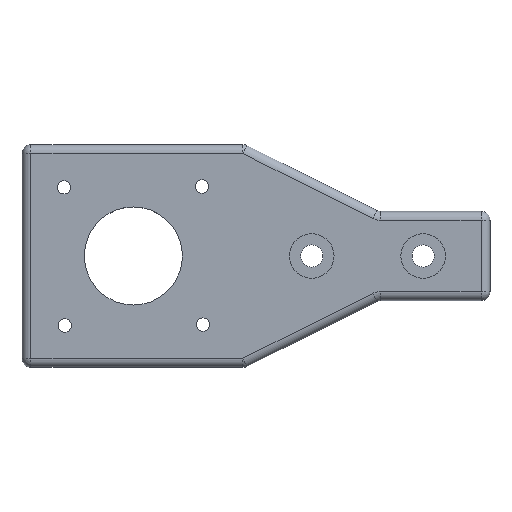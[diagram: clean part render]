
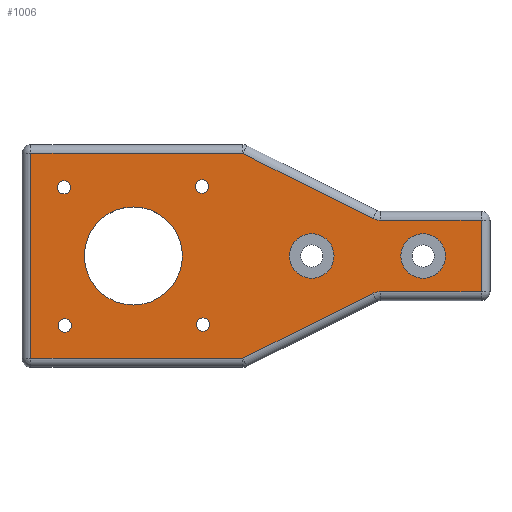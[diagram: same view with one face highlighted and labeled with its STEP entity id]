
A CAD part, top view. The second image highlights one B-rep face of the part: STEP entity #1006.
In plain terms, the highlighted planar face has unit normal (0, 0, 1).
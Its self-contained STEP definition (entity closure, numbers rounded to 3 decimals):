
#35=FACE_BOUND('',#190,.T.);
#36=FACE_BOUND('',#191,.T.);
#37=FACE_BOUND('',#192,.T.);
#38=FACE_BOUND('',#193,.T.);
#39=FACE_BOUND('',#194,.T.);
#40=FACE_BOUND('',#195,.T.);
#41=FACE_BOUND('',#196,.T.);
#56=PLANE('',#1153);
#116=FACE_OUTER_BOUND('',#189,.T.);
#189=EDGE_LOOP('',(#818,#819,#820,#821,#822,#823,#824,#825,#826,#827));
#190=EDGE_LOOP('',(#828));
#191=EDGE_LOOP('',(#829));
#192=EDGE_LOOP('',(#830));
#193=EDGE_LOOP('',(#831));
#194=EDGE_LOOP('',(#832));
#195=EDGE_LOOP('',(#833));
#196=EDGE_LOOP('',(#834));
#247=LINE('',#1729,#308);
#249=LINE('',#1732,#310);
#251=LINE('',#1735,#312);
#255=LINE('',#1741,#316);
#261=LINE('',#1750,#322);
#265=LINE('',#1756,#326);
#271=LINE('',#1765,#332);
#275=LINE('',#1771,#336);
#308=VECTOR('',#1407,10.);
#310=VECTOR('',#1411,10.);
#312=VECTOR('',#1415,10.);
#316=VECTOR('',#1423,10.);
#322=VECTOR('',#1435,10.);
#326=VECTOR('',#1443,10.);
#332=VECTOR('',#1455,10.);
#336=VECTOR('',#1463,10.);
#348=CIRCLE('',#1042,1.5);
#351=CIRCLE('',#1047,1.5);
#354=CIRCLE('',#1052,1.5);
#357=CIRCLE('',#1057,1.5);
#362=CIRCLE('',#1064,4.);
#391=CIRCLE('',#1103,4.);
#411=CIRCLE('',#1154,5.);
#412=CIRCLE('',#1155,11.);
#413=CIRCLE('',#1156,5.);
#426=VERTEX_POINT('',#1548);
#429=VERTEX_POINT('',#1557);
#432=VERTEX_POINT('',#1566);
#435=VERTEX_POINT('',#1575);
#438=VERTEX_POINT('',#1583);
#440=VERTEX_POINT('',#1587);
#442=VERTEX_POINT('',#1592);
#449=VERTEX_POINT('',#1608);
#455=VERTEX_POINT('',#1622);
#461=VERTEX_POINT('',#1639);
#467=VERTEX_POINT('',#1653);
#469=VERTEX_POINT('',#1657);
#474=VERTEX_POINT('',#1672);
#481=VERTEX_POINT('',#1694);
#489=VERTEX_POINT('',#1775);
#490=VERTEX_POINT('',#1777);
#491=VERTEX_POINT('',#1779);
#505=EDGE_CURVE('',#426,#426,#348,.T.);
#509=EDGE_CURVE('',#429,#429,#351,.T.);
#513=EDGE_CURVE('',#432,#432,#354,.T.);
#517=EDGE_CURVE('',#435,#435,#357,.T.);
#522=EDGE_CURVE('',#440,#438,#362,.T.);
#553=EDGE_CURVE('',#469,#467,#391,.T.);
#589=EDGE_CURVE('',#467,#481,#247,.T.);
#591=EDGE_CURVE('',#481,#474,#249,.T.);
#593=EDGE_CURVE('',#474,#461,#251,.T.);
#597=EDGE_CURVE('',#455,#469,#255,.T.);
#603=EDGE_CURVE('',#461,#449,#261,.T.);
#607=EDGE_CURVE('',#442,#455,#265,.T.);
#613=EDGE_CURVE('',#449,#440,#271,.T.);
#617=EDGE_CURVE('',#438,#442,#275,.T.);
#619=EDGE_CURVE('',#489,#489,#411,.T.);
#620=EDGE_CURVE('',#490,#490,#412,.T.);
#621=EDGE_CURVE('',#491,#491,#413,.T.);
#818=ORIENTED_EDGE('',*,*,#553,.F.);
#819=ORIENTED_EDGE('',*,*,#597,.F.);
#820=ORIENTED_EDGE('',*,*,#607,.F.);
#821=ORIENTED_EDGE('',*,*,#617,.F.);
#822=ORIENTED_EDGE('',*,*,#522,.F.);
#823=ORIENTED_EDGE('',*,*,#613,.F.);
#824=ORIENTED_EDGE('',*,*,#603,.F.);
#825=ORIENTED_EDGE('',*,*,#593,.F.);
#826=ORIENTED_EDGE('',*,*,#591,.F.);
#827=ORIENTED_EDGE('',*,*,#589,.F.);
#828=ORIENTED_EDGE('',*,*,#505,.F.);
#829=ORIENTED_EDGE('',*,*,#509,.F.);
#830=ORIENTED_EDGE('',*,*,#513,.F.);
#831=ORIENTED_EDGE('',*,*,#517,.F.);
#832=ORIENTED_EDGE('',*,*,#619,.T.);
#833=ORIENTED_EDGE('',*,*,#620,.T.);
#834=ORIENTED_EDGE('',*,*,#621,.T.);
#1006=ADVANCED_FACE('',(#116,#35,#36,#37,#38,#39,#40,#41),#56,.T.);
#1042=AXIS2_PLACEMENT_3D('',#1550,#1194,#1195);
#1047=AXIS2_PLACEMENT_3D('',#1559,#1205,#1206);
#1052=AXIS2_PLACEMENT_3D('',#1568,#1216,#1217);
#1057=AXIS2_PLACEMENT_3D('',#1577,#1227,#1228);
#1064=AXIS2_PLACEMENT_3D('',#1589,#1241,#1242);
#1103=AXIS2_PLACEMENT_3D('',#1659,#1321,#1322);
#1153=AXIS2_PLACEMENT_3D('',#1774,#1467,#1468);
#1154=AXIS2_PLACEMENT_3D('',#1776,#1469,#1470);
#1155=AXIS2_PLACEMENT_3D('',#1778,#1471,#1472);
#1156=AXIS2_PLACEMENT_3D('',#1780,#1473,#1474);
#1194=DIRECTION('center_axis',(0.,0.,1.));
#1195=DIRECTION('ref_axis',(1.,0.,0.));
#1205=DIRECTION('center_axis',(0.,0.,1.));
#1206=DIRECTION('ref_axis',(1.,0.,0.));
#1216=DIRECTION('center_axis',(0.,0.,1.));
#1217=DIRECTION('ref_axis',(1.,0.,0.));
#1227=DIRECTION('center_axis',(0.,0.,1.));
#1228=DIRECTION('ref_axis',(1.,0.,0.));
#1241=DIRECTION('center_axis',(0.,0.,1.));
#1242=DIRECTION('ref_axis',(-0.23,-0.973,0.));
#1321=DIRECTION('center_axis',(0.,0.,1.));
#1322=DIRECTION('ref_axis',(-0.23,0.973,0.));
#1407=DIRECTION('',(-0.894,-0.447,0.));
#1411=DIRECTION('',(-1.,0.,0.));
#1415=DIRECTION('',(0.,1.,0.));
#1423=DIRECTION('',(-1.,0.,0.));
#1435=DIRECTION('',(1.,0.,0.));
#1443=DIRECTION('',(0.,-1.,0.));
#1455=DIRECTION('',(0.894,-0.447,0.));
#1463=DIRECTION('',(1.,0.,0.));
#1467=DIRECTION('center_axis',(0.,0.,1.));
#1468=DIRECTION('ref_axis',(1.,0.,0.));
#1469=DIRECTION('center_axis',(0.,0.,-1.));
#1470=DIRECTION('ref_axis',(1.,0.,0.));
#1471=DIRECTION('center_axis',(0.,0.,-1.));
#1472=DIRECTION('ref_axis',(1.,0.,0.));
#1473=DIRECTION('center_axis',(0.,0.,-1.));
#1474=DIRECTION('ref_axis',(1.,0.,0.));
#1548=CARTESIAN_POINT('',(-12.094,15.405,7.));
#1550=CARTESIAN_POINT('Origin',(-10.594,15.405,7.));
#1557=CARTESIAN_POINT('',(-11.905,-15.594,7.));
#1559=CARTESIAN_POINT('Origin',(-10.405,-15.594,7.));
#1566=CARTESIAN_POINT('',(18.905,15.594,7.));
#1568=CARTESIAN_POINT('Origin',(20.405,15.594,7.));
#1575=CARTESIAN_POINT('',(19.094,-15.405,7.));
#1577=CARTESIAN_POINT('Origin',(20.594,-15.405,7.));
#1583=CARTESIAN_POINT('',(60.472,8.,7.));
#1587=CARTESIAN_POINT('',(58.683,8.422,7.));
#1589=CARTESIAN_POINT('Origin',(60.472,12.,7.));
#1592=CARTESIAN_POINT('',(83.,8.,7.));
#1608=CARTESIAN_POINT('',(29.528,23.,7.));
#1622=CARTESIAN_POINT('',(83.,-8.,7.));
#1639=CARTESIAN_POINT('',(-18.,23.,7.));
#1653=CARTESIAN_POINT('',(58.683,-8.422,7.));
#1657=CARTESIAN_POINT('',(60.472,-8.,7.));
#1659=CARTESIAN_POINT('Origin',(60.472,-12.,7.));
#1672=CARTESIAN_POINT('',(-18.,-23.,7.));
#1694=CARTESIAN_POINT('',(29.528,-23.,7.));
#1729=CARTESIAN_POINT('',(35.106,-20.211,7.));
#1732=CARTESIAN_POINT('',(6.25,-23.,7.));
#1735=CARTESIAN_POINT('',(-18.,12.5,7.));
#1741=CARTESIAN_POINT('',(46.25,-8.,7.));
#1750=CARTESIAN_POINT('',(31.25,23.,7.));
#1756=CARTESIAN_POINT('',(83.,-5.,7.));
#1765=CARTESIAN_POINT('',(50.106,12.711,7.));
#1771=CARTESIAN_POINT('',(58.75,8.,7.));
#1774=CARTESIAN_POINT('Origin',(32.5,0.,7.));
#1775=CARTESIAN_POINT('',(65.,0.,7.));
#1776=CARTESIAN_POINT('Origin',(70.,0.,7.));
#1777=CARTESIAN_POINT('',(-6.,0.,7.));
#1778=CARTESIAN_POINT('Origin',(5.,0.,
7.));
#1779=CARTESIAN_POINT('',(40.,0.,7.));
#1780=CARTESIAN_POINT('Origin',(45.,0.,7.));
